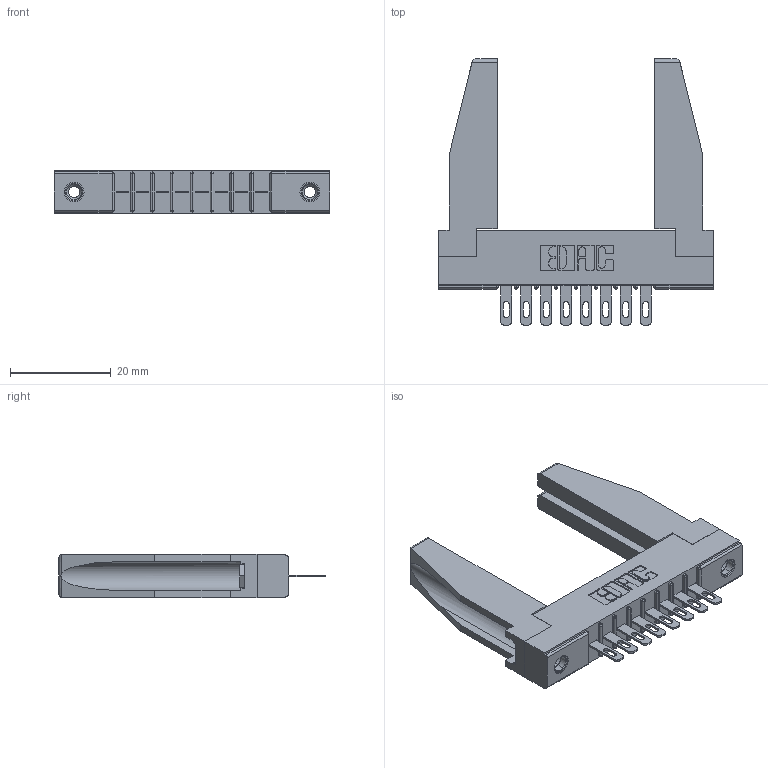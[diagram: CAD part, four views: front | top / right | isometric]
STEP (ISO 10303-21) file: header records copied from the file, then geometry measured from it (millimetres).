
FILE_DESCRIPTION (( 'STEP AP203' ), '1' );
FILE_NAME ('316-008-500-178.STEP', '2018-07-30T23:50:39', ( '' ), ( '' ), 'SwSTEP 2.0', 'SolidWorks 2016', '' );
FILE_SCHEMA (( 'CONFIG_CONTROL_DESIGN' ));
Length unit declared in the file: inch
Products named in the file (5): 306 Part_.156 Dia; 306-290-001_100; 345-250-001_345-250-001-102; 307-220-078; 316-008-500-178
Assembly tree (13 placements, depth 2):
  316-008-500-178
    306 Part_.156 Dia
    306-290-001_100  x8
    345-250-001_345-250-001-102  x2
    307-220-078  x2
Bounding box: 54.71 x 52.91 x 8.71 mm (x, y, z)
Volume: 7703.1 mm3; surface area: 8990.9 mm2
Topology: 13 solids, 13 shells, 854 faces, 2366 edges, 1524 vertices
Faces by surface type: plane 552, cylinder 254, sphere 32, cone 12, torus 4
Entity records: 14468 total; most frequent: CARTESIAN_POINT 2425, ORIENTED_EDGE 2358, DIRECTION 2347, EDGE_CURVE 1179, VECTOR 903, LINE 903, VERTEX_POINT 758, AXIS2_PLACEMENT_3D 722
